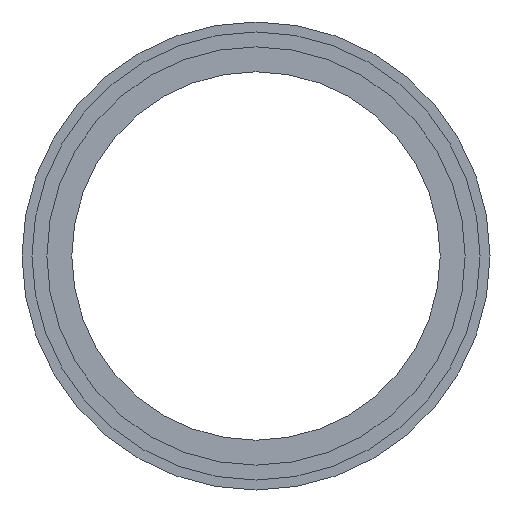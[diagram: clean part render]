
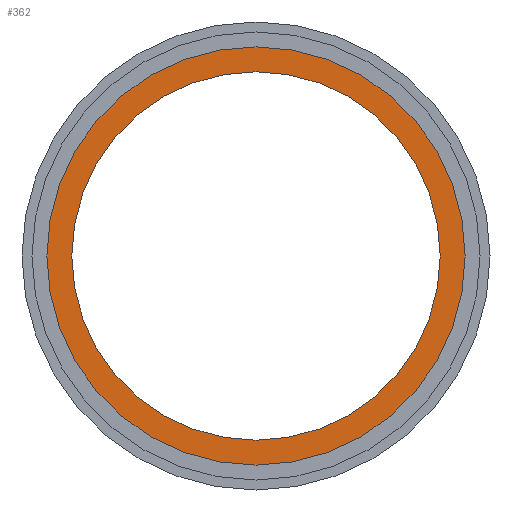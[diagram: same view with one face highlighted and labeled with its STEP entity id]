
A CAD part, front view. The second image highlights one B-rep face of the part: STEP entity #362.
In plain terms, the highlighted planar face has unit normal (0, -1, 0).
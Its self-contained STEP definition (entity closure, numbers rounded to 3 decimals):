
#18 = VERTEX_POINT ( 'NONE', #254 ) ;
#40 = CIRCLE ( 'NONE', #455, 74. ) ;
#45 = DIRECTION ( 'NONE',  ( 0., 1., 0. ) ) ;
#46 = ORIENTED_EDGE ( 'NONE', *, *, #294, .T. ) ;
#50 = CIRCLE ( 'NONE', #419, 74. ) ;
#73 = CARTESIAN_POINT ( 'NONE',  ( -84., -40.726, 0. ) ) ;
#86 = VERTEX_POINT ( 'NONE', #73 ) ;
#87 = CARTESIAN_POINT ( 'NONE',  ( 0., -40.726, 0. ) ) ;
#90 = DIRECTION ( 'NONE',  ( -1., 0., 0. ) ) ;
#92 = VERTEX_POINT ( 'NONE', #265 ) ;
#104 = AXIS2_PLACEMENT_3D ( 'NONE', #273, #467, #127 ) ;
#112 = CIRCLE ( 'NONE', #104, 84. ) ;
#118 = CARTESIAN_POINT ( 'NONE',  ( 0., -40.726, 0. ) ) ;
#121 = CARTESIAN_POINT ( 'NONE',  ( -84., -40.726, 0. ) ) ;
#122 = EDGE_LOOP ( 'NONE', ( #215, #412 ) ) ;
#127 = DIRECTION ( 'NONE',  ( -1., 0., 0. ) ) ;
#141 = DIRECTION ( 'NONE',  ( 1., 0., 0. ) ) ;
#159 = DIRECTION ( 'NONE',  ( 0., 1., 0. ) ) ;
#160 = FACE_BOUND ( 'NONE', #430, .T. ) ;
#184 = AXIS2_PLACEMENT_3D ( 'NONE', #121, #291, #141 ) ;
#200 = DIRECTION ( 'NONE',  ( 0., 1., 0. ) ) ;
#215 = ORIENTED_EDGE ( 'NONE', *, *, #308, .F. ) ;
#221 = CARTESIAN_POINT ( 'NONE',  ( 84., -40.726, 0. ) ) ;
#228 = AXIS2_PLACEMENT_3D ( 'NONE', #390, #200, #90 ) ;
#254 = CARTESIAN_POINT ( 'NONE',  ( -74., -40.726, 0. ) ) ;
#256 = EDGE_CURVE ( 'NONE', #18, #92, #50, .T. ) ;
#265 = CARTESIAN_POINT ( 'NONE',  ( 74., -40.726, 0. ) ) ;
#270 = EDGE_CURVE ( 'NONE', #475, #86, #330, .T. ) ;
#273 = CARTESIAN_POINT ( 'NONE',  ( 0., -40.726, 0. ) ) ;
#291 = DIRECTION ( 'NONE',  ( 0., -1., 0. ) ) ;
#294 = EDGE_CURVE ( 'NONE', #92, #18, #40, .T. ) ;
#308 = EDGE_CURVE ( 'NONE', #86, #475, #112, .T. ) ;
#312 = DIRECTION ( 'NONE',  ( -1., 0., 0. ) ) ;
#313 = FACE_OUTER_BOUND ( 'NONE', #122, .T. ) ;
#326 = ORIENTED_EDGE ( 'NONE', *, *, #256, .T. ) ;
#330 = CIRCLE ( 'NONE', #228, 84. ) ;
#356 = DIRECTION ( 'NONE',  ( -1., 0., 0. ) ) ;
#362 = ADVANCED_FACE ( 'NONE', ( #160, #313 ), #463, .T. ) ;
#390 = CARTESIAN_POINT ( 'NONE',  ( 0., -40.726, 0. ) ) ;
#412 = ORIENTED_EDGE ( 'NONE', *, *, #270, .F. ) ;
#419 = AXIS2_PLACEMENT_3D ( 'NONE', #87, #159, #312 ) ;
#430 = EDGE_LOOP ( 'NONE', ( #326, #46 ) ) ;
#455 = AXIS2_PLACEMENT_3D ( 'NONE', #118, #45, #356 ) ;
#463 = PLANE ( 'NONE',  #184 ) ;
#467 = DIRECTION ( 'NONE',  ( 0., 1., 0. ) ) ;
#475 = VERTEX_POINT ( 'NONE', #221 ) ;
